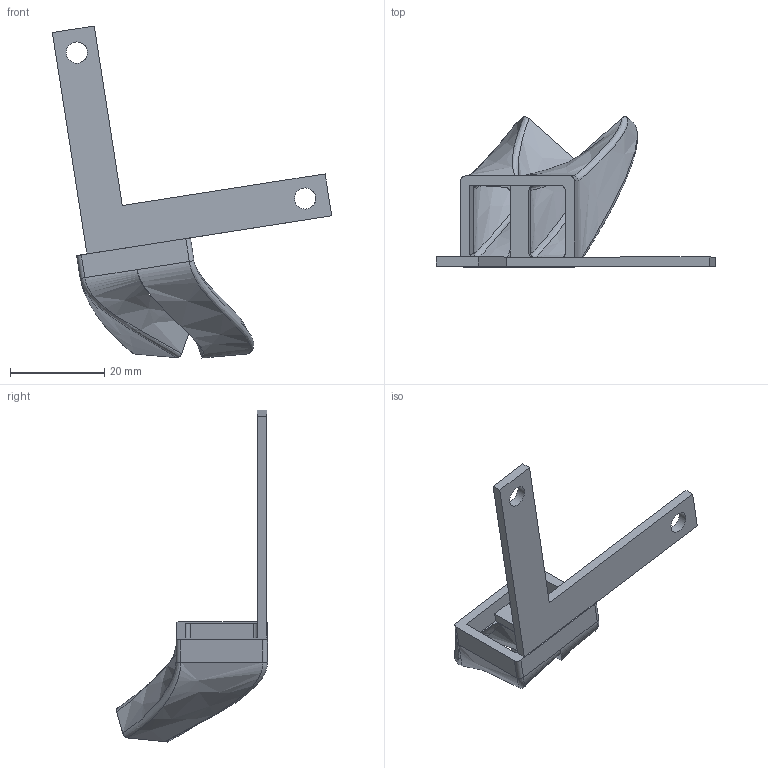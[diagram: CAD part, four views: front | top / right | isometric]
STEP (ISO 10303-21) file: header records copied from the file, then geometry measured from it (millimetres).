
FILE_DESCRIPTION(/* description */ ('STEP AP242','CAx-IF Rec.Pracs.---Representation and Presentation of Product Manufacturing Information (PMI)---4.0---2014-10-13','CAx-IF Rec.Pracs.---3D Tessellated Geometry---0.4---2014-09-14','2;1'),/* implementation_level */ '2;1');
FILE_NAME(/* name */ 'Rapido 2 UHF + Orbitor 2.5 Toolhead - fan duct',/* time_stamp */ '2025-05-04T20:17:44Z',/* author */ (''),/* organization */ (''),/* preprocessor_version */ 'ST-DEVELOPER v20',/* originating_system */ 'ONSHAPE BY PTC INC, 1.197',/* authorisation */ ' ');
FILE_SCHEMA (('AP242_MANAGED_MODEL_BASED_3D_ENGINEERING_MIM_LF { 1 0 10303 442 1 1 4 }'));
Length unit declared in the file: metre
Products named in the file (1): fan duct
Bounding box: 59.2 x 32.03 x 70.36 mm (x, y, z)
Volume: 6508.3 mm3; surface area: 6987.4 mm2
Topology: 1 solids, 1 shells, 67 faces, 178 edges, 111 vertices
Faces by surface type: bspline 32, plane 24, cylinder 10, sphere 1
Full cylindrical faces by diameter (mm): 4.5 x2
Entity records: 4133 total; most frequent: CARTESIAN_POINT 2695, ORIENTED_EDGE 348, DIRECTION 199, EDGE_CURVE 174, VERTEX_POINT 109, LINE 79, VECTOR 79, EDGE_LOOP 75
